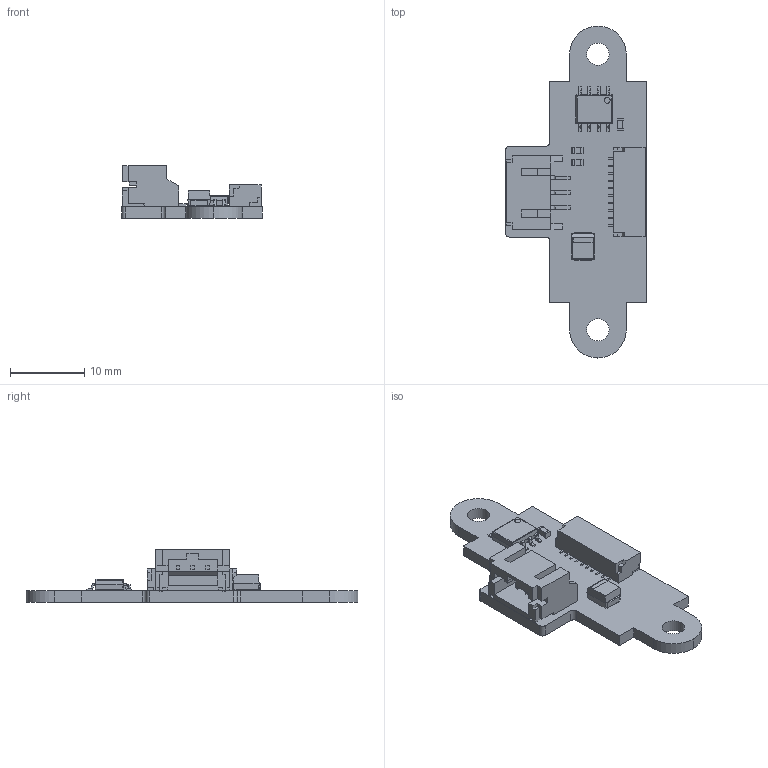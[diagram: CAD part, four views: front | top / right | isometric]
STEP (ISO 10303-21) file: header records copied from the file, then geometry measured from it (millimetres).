
FILE_DESCRIPTION(('FreeCAD Model'),'2;1');
FILE_NAME('distir.step', '2017-11-09T09:52:15',('kicad StepUp'),('ksu MCAD'), 'Open CASCADE STEP processor 6.8','FreeCAD','Unknown');
FILE_SCHEMA(('AUTOMOTIVE_DESIGN_CC2 { 1 2 10303 214 -1 1 5 4 }'));
Length unit declared in the file: millimetre
Products named in the file (8): Pcb; SO-8_; R_0603_; R_0603_001; SM10B-SRSS_; Tantalum_B_3528H21_; C_0603_; S3B-PH-SM4_
Bounding box: 18.9 x 44.6 x 7.1 mm (x, y, z)
Volume: 1210.5 mm3; surface area: 2239.1 mm2
Topology: 8 solids, 8 shells, 554 faces, 1532 edges, 1004 vertices
Faces by surface type: plane 435, cylinder 102, bspline 9, sphere 8
Full cylindrical faces by diameter (mm): 3 x2
Entity records: 22272 total; most frequent: CARTESIAN_POINT 4258, ORIENTED_EDGE 3048, DIRECTION 2782, EDGE_CURVE 1524, LINE 1298, VECTOR 1298, VERTEX_POINT 1004, AXIS2_PLACEMENT_3D 742
